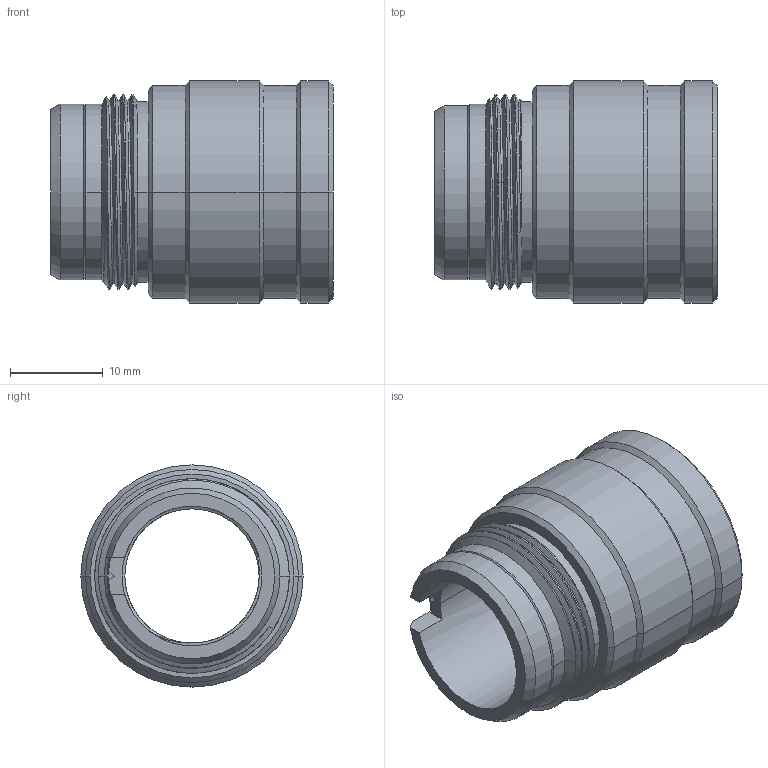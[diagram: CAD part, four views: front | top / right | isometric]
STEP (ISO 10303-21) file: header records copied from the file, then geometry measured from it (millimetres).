
FILE_DESCRIPTION((''),'2;1');
FILE_NAME('13302PM16','2018-09-12T14:23:59',('laurentbigonski'),('NET AG system integration'),'CREO PARAMETRIC BY PTC INC, 2017260','CREO PARAMETRIC BY PTC INC, 2017260','');
FILE_SCHEMA(('AUTOMOTIVE_DESIGN { 1 0 10303 214 1 1 1 1 }'));
Length unit declared in the file: millimetre
Products named in the file (1): 13302PM16
Bounding box: 30.5 x 24 x 24 mm (x, y, z)
Volume: 5296.8 mm3; surface area: 5866 mm2
Topology: 1 solids, 1 shells, 79 faces, 200 edges, 123 vertices
Faces by surface type: cylinder 31, cone 19, plane 15, bspline 12, torus 2
Entity records: 5816 total; most frequent: CARTESIAN_POINT 3828, ORIENTED_EDGE 400, DIRECTION 346, EDGE_CURVE 200, AXIS2_PLACEMENT_3D 131, VERTEX_POINT 123, EDGE_LOOP 83, VECTOR 81
